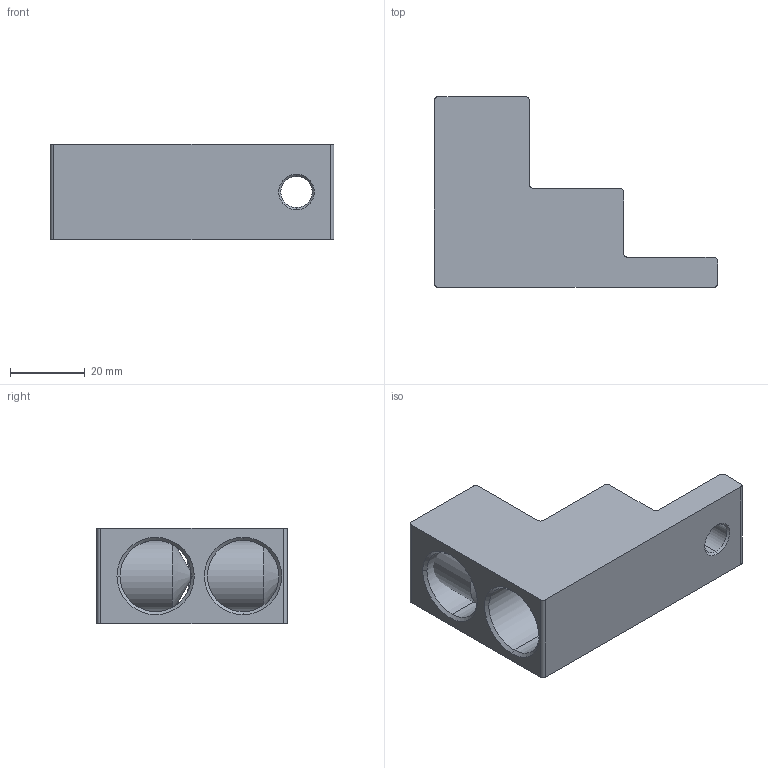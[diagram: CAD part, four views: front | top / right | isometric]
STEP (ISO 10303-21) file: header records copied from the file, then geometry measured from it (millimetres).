
FILE_DESCRIPTION (( 'STEP AP203' ), '1' );
FILE_NAME ('PB2-350S-1.step', '2023-11-15T15:10:53', ( '' ), ( '' ), 'SwSTEP 2.0', 'SolidWorks 2023', '' );
FILE_SCHEMA (( 'CONFIG_CONTROL_DESIGN' ));
Length unit declared in the file: inch
Products named in the file (1): PB2-350S-1
Bounding box: 76 x 51 x 25.5 mm (x, y, z)
Volume: 40500.1 mm3; surface area: 18426.2 mm2
Topology: 3 solids, 3 shells, 118 faces, 318 edges, 202 vertices
Faces by surface type: plane 48, cone 41, cylinder 27, bspline 2
Entity records: 4089 total; most frequent: CARTESIAN_POINT 1036, ORIENTED_EDGE 628, DIRECTION 624, EDGE_CURVE 314, AXIS2_PLACEMENT_3D 230, VERTEX_POINT 202, LINE 164, VECTOR 164
